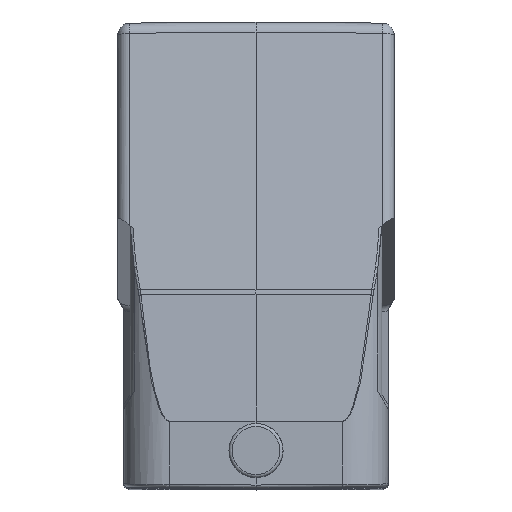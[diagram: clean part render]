
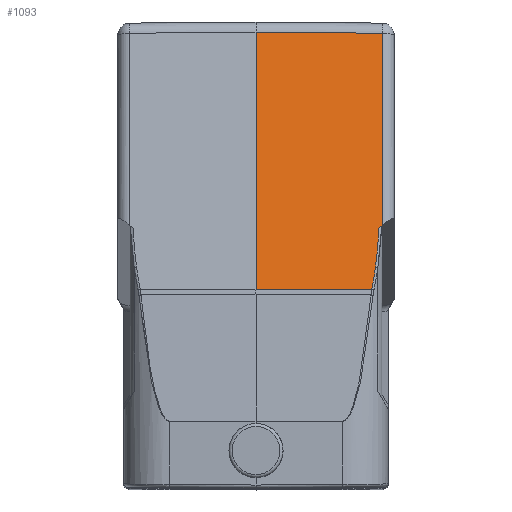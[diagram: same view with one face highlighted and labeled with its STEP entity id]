
A CAD part, top view. The second image highlights one B-rep face of the part: STEP entity #1093.
In plain terms, the highlighted planar face has unit normal (0.009, 0.174, 0.985).
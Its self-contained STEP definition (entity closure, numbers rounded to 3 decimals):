
#374=ELLIPSE('',#9489,40.313,7.);
#1093=ADVANCED_FACE('',(#1796),#1332,.T.);
#1332=PLANE('',#9490);
#1796=FACE_OUTER_BOUND('',#2340,.T.);
#2340=EDGE_LOOP('',(#6218,#6219,#6220,#6221,#6222,#6223,#6224));
#3096=LINE('',#16064,#3795);
#3097=LINE('',#16068,#3796);
#3142=LINE('',#16434,#3841);
#3143=LINE('',#16436,#3842);
#3144=LINE('',#16438,#3843);
#3795=VECTOR('',#11679,1.);
#3796=VECTOR('',#11684,1.);
#3841=VECTOR('',#11907,1.);
#3842=VECTOR('',#11910,1.);
#3843=VECTOR('',#11911,1.);
#6218=ORIENTED_EDGE('',*,*,#8222,.F.);
#6219=ORIENTED_EDGE('',*,*,#8217,.F.);
#6220=ORIENTED_EDGE('',*,*,#8215,.T.);
#6221=ORIENTED_EDGE('',*,*,#8321,.F.);
#6222=ORIENTED_EDGE('',*,*,#8322,.F.);
#6223=ORIENTED_EDGE('',*,*,#8323,.T.);
#6224=ORIENTED_EDGE('',*,*,#8324,.F.);
#7046=VERTEX_POINT('',#16061);
#7047=VERTEX_POINT('',#16065);
#7048=VERTEX_POINT('',#16069);
#7051=VERTEX_POINT('',#16094);
#7100=VERTEX_POINT('',#16410);
#7104=VERTEX_POINT('',#16437);
#7105=VERTEX_POINT('',#16439);
#8215=EDGE_CURVE('',#7047,#7046,#3096,.T.);
#8217=EDGE_CURVE('',#7047,#7048,#3097,.T.);
#8222=EDGE_CURVE('',#7048,#7051,#8606,.T.);
#8321=EDGE_CURVE('',#7100,#7046,#3142,.T.);
#8322=EDGE_CURVE('',#7104,#7100,#3143,.T.);
#8323=EDGE_CURVE('',#7104,#7105,#3144,.T.);
#8324=EDGE_CURVE('',#7051,#7105,#374,.T.);
#8606=CIRCLE('',#9401,62.354);
#9401=AXIS2_PLACEMENT_3D('',#16099,#11689,#11690);
#9489=AXIS2_PLACEMENT_3D('',#16440,#11912,#11913);
#9490=AXIS2_PLACEMENT_3D('',#16441,#11914,#11915);
#11679=DIRECTION('',(0.,0.985,-0.174));
#11684=DIRECTION('',(-0.762,-0.637,0.119));
#11689=DIRECTION('',(-0.009,-0.174,-0.985));
#11690=DIRECTION('',(0.,-0.985,0.174));
#11907=DIRECTION('',(1.,-0.009,-0.007));
#11910=DIRECTION('',(0.,0.985,-0.174));
#11911=DIRECTION('',(1.,-0.001,-0.009));
#11912=DIRECTION('',(-0.009,-0.174,-0.985));
#11913=DIRECTION('',(0.002,-0.985,0.174));
#11914=DIRECTION('',(0.009,0.174,0.985));
#11915=DIRECTION('',(0.,-0.985,0.174));
#16061=CARTESIAN_POINT('',(20.517,19.584,50.546));
#16064=CARTESIAN_POINT('',(20.517,-11.704,56.062));
#16065=CARTESIAN_POINT('',(20.517,-11.704,56.062));
#16068=CARTESIAN_POINT('',(20.517,-11.704,56.062));
#16069=CARTESIAN_POINT('',(19.963,-12.168,56.149));
#16094=CARTESIAN_POINT('',(19.449,-18.497,57.27));
#16099=CARTESIAN_POINT('',(-42.366,-10.389,56.388));
#16410=CARTESIAN_POINT('',(0.,19.763,50.696));
#16434=CARTESIAN_POINT('',(-0.012,19.763,50.696));
#16436=CARTESIAN_POINT('',(0.,-22.153,58.087));
#16437=CARTESIAN_POINT('',(0.,-22.155,58.087));
#16438=CARTESIAN_POINT('',(0.017,-22.155,58.087));
#16439=CARTESIAN_POINT('',(18.848,-22.176,57.924));
#16440=CARTESIAN_POINT('',(14.004,6.729,52.87));
#16441=CARTESIAN_POINT('',(0.,21.415,50.404));
